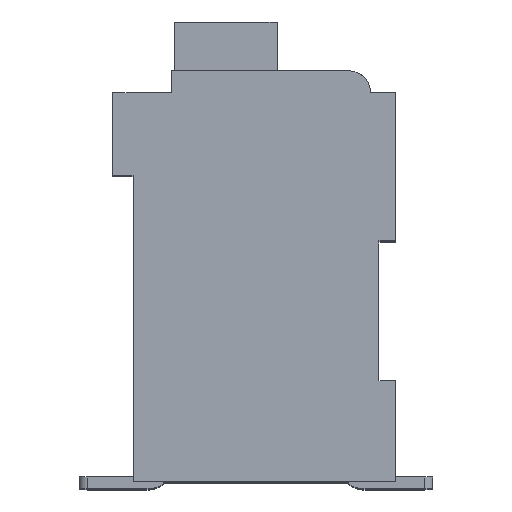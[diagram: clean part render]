
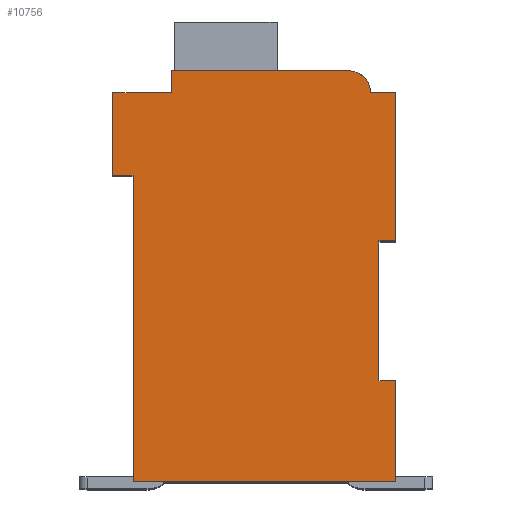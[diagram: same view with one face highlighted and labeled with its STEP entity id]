
A CAD part, top view. The second image highlights one B-rep face of the part: STEP entity #10756.
In plain terms, the highlighted planar face has unit normal (0, 0, 1).
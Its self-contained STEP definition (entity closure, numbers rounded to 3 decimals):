
#2815=DIRECTION('',(1.,0.,0.));
#2816=VECTOR('',#2815,0.5);
#2817=CARTESIAN_POINT('',(7.3,7.15,2.1));
#2818=LINE('',#2817,#2816);
#2819=DIRECTION('',(0.,1.,0.));
#2820=VECTOR('',#2819,4.15);
#2821=CARTESIAN_POINT('',(7.3,3.,2.1));
#2822=LINE('',#2821,#2820);
#2823=DIRECTION('',(-1.,0.,0.));
#2824=VECTOR('',#2823,0.5);
#2825=CARTESIAN_POINT('',(7.8,3.,2.1));
#2826=LINE('',#2825,#2824);
#2827=DIRECTION('',(0.,1.,0.));
#2828=VECTOR('',#2827,3.);
#2829=CARTESIAN_POINT('',(7.8,0.,2.1));
#2830=LINE('',#2829,#2828);
#2831=DIRECTION('',(1.,0.,0.));
#2832=VECTOR('',#2831,7.8);
#2833=CARTESIAN_POINT('',(0.,0.,2.1));
#2834=LINE('',#2833,#2832);
#2835=DIRECTION('',(0.,-1.,0.));
#2836=VECTOR('',#2835,9.1);
#2837=CARTESIAN_POINT('',(0.,9.1,2.1));
#2838=LINE('',#2837,#2836);
#2839=DIRECTION('',(1.,0.,0.));
#2840=VECTOR('',#2839,0.6);
#2841=CARTESIAN_POINT('',(-0.6,9.1,2.1));
#2842=LINE('',#2841,#2840);
#2843=DIRECTION('',(0.,-1.,0.));
#2844=VECTOR('',#2843,2.45);
#2845=CARTESIAN_POINT('',(-0.6,11.55,2.1));
#2846=LINE('',#2845,#2844);
#2847=DIRECTION('',(-1.,0.,0.));
#2848=VECTOR('',#2847,1.75);
#2849=CARTESIAN_POINT('',(1.15,11.55,2.1));
#2850=LINE('',#2849,#2848);
#2851=DIRECTION('',(0.,-1.,0.));
#2852=VECTOR('',#2851,0.65);
#2853=CARTESIAN_POINT('',(1.15,12.2,2.1));
#2854=LINE('',#2853,#2852);
#2855=DIRECTION('',(-1.,0.,0.));
#2856=VECTOR('',#2855,5.25);
#2857=CARTESIAN_POINT('',(6.4,12.2,2.1));
#2858=LINE('',#2857,#2856);
#2859=CARTESIAN_POINT('',(6.4,11.55,2.1));
#2860=DIRECTION('',(0.,0.,1.));
#2861=DIRECTION('',(1.,0.,0.));
#2862=AXIS2_PLACEMENT_3D('',#2859,#2860,#2861);
#2864=DIRECTION('',(-1.,0.,0.));
#2865=VECTOR('',#2864,0.75);
#2866=CARTESIAN_POINT('',(7.8,11.55,2.1));
#2867=LINE('',#2866,#2865);
#2868=DIRECTION('',(0.,1.,0.));
#2869=VECTOR('',#2868,4.4);
#2870=CARTESIAN_POINT('',(7.8,7.15,2.1));
#2871=LINE('',#2870,#2869);
#5792=CARTESIAN_POINT('',(7.3,7.15,2.1));
#5793=CARTESIAN_POINT('',(7.8,7.15,2.1));
#5794=VERTEX_POINT('',#5792);
#5795=VERTEX_POINT('',#5793);
#5796=CARTESIAN_POINT('',(7.8,11.55,2.1));
#5797=VERTEX_POINT('',#5796);
#5798=CARTESIAN_POINT('',(7.05,11.55,2.1));
#5799=VERTEX_POINT('',#5798);
#5800=CARTESIAN_POINT('',(6.4,12.2,2.1));
#5801=VERTEX_POINT('',#5800);
#5802=CARTESIAN_POINT('',(1.15,12.2,2.1));
#5803=VERTEX_POINT('',#5802);
#5804=CARTESIAN_POINT('',(1.15,11.55,2.1));
#5805=VERTEX_POINT('',#5804);
#5806=CARTESIAN_POINT('',(-0.6,11.55,2.1));
#5807=VERTEX_POINT('',#5806);
#5808=CARTESIAN_POINT('',(-0.6,9.1,2.1));
#5809=VERTEX_POINT('',#5808);
#5810=CARTESIAN_POINT('',(0.,9.1,2.1));
#5811=VERTEX_POINT('',#5810);
#5812=CARTESIAN_POINT('',(0.,0.,2.1));
#5813=VERTEX_POINT('',#5812);
#5814=CARTESIAN_POINT('',(7.8,0.,2.1));
#5815=VERTEX_POINT('',#5814);
#5816=CARTESIAN_POINT('',(7.8,3.,2.1));
#5817=VERTEX_POINT('',#5816);
#5818=CARTESIAN_POINT('',(7.3,3.,2.1));
#5819=VERTEX_POINT('',#5818);
#10735=CARTESIAN_POINT('',(0.,0.,2.1));
#10736=DIRECTION('',(0.,0.,1.));
#10737=DIRECTION('',(1.,0.,0.));
#10738=AXIS2_PLACEMENT_3D('',#10735,#10736,#10737);
#10739=PLANE('',#10738);
#10740=ORIENTED_EDGE('',*,*,#7609,.F.);
#10741=ORIENTED_EDGE('',*,*,#7951,.F.);
#10742=ORIENTED_EDGE('',*,*,#8191,.F.);
#10743=ORIENTED_EDGE('',*,*,#8336,.F.);
#10744=ORIENTED_EDGE('',*,*,#8513,.F.);
#10745=ORIENTED_EDGE('',*,*,#8758,.F.);
#10746=ORIENTED_EDGE('',*,*,#9257,.F.);
#10747=ORIENTED_EDGE('',*,*,#9371,.F.);
#10748=ORIENTED_EDGE('',*,*,#9540,.F.);
#10749=ORIENTED_EDGE('',*,*,#9885,.F.);
#10750=ORIENTED_EDGE('',*,*,#10147,.F.);
#10751=ORIENTED_EDGE('',*,*,#9591,.F.);
#10752=ORIENTED_EDGE('',*,*,#9776,.F.);
#10753=ORIENTED_EDGE('',*,*,#7846,.F.);
#10754=EDGE_LOOP('',(#10740,#10741,#10742,#10743,#10744,#10745,#10746,#10747,
#10748,#10749,#10750,#10751,#10752,#10753));
#10755=FACE_OUTER_BOUND('',#10754,.F.);
#2863=CIRCLE('',#2862,0.65);
#7609=EDGE_CURVE('',#5794,#5795,#2818,.T.);
#7846=EDGE_CURVE('',#5795,#5797,#2871,.T.);
#7951=EDGE_CURVE('',#5819,#5794,#2822,.T.);
#8191=EDGE_CURVE('',#5817,#5819,#2826,.T.);
#8336=EDGE_CURVE('',#5815,#5817,#2830,.T.);
#8513=EDGE_CURVE('',#5813,#5815,#2834,.T.);
#8758=EDGE_CURVE('',#5811,#5813,#2838,.T.);
#9257=EDGE_CURVE('',#5809,#5811,#2842,.T.);
#9371=EDGE_CURVE('',#5807,#5809,#2846,.T.);
#9540=EDGE_CURVE('',#5805,#5807,#2850,.T.);
#9591=EDGE_CURVE('',#5799,#5801,#2863,.T.);
#9776=EDGE_CURVE('',#5797,#5799,#2867,.T.);
#9885=EDGE_CURVE('',#5803,#5805,#2854,.T.);
#10147=EDGE_CURVE('',#5801,#5803,#2858,.T.);
#10756=ADVANCED_FACE('',(#10755),#10739,.T.);
